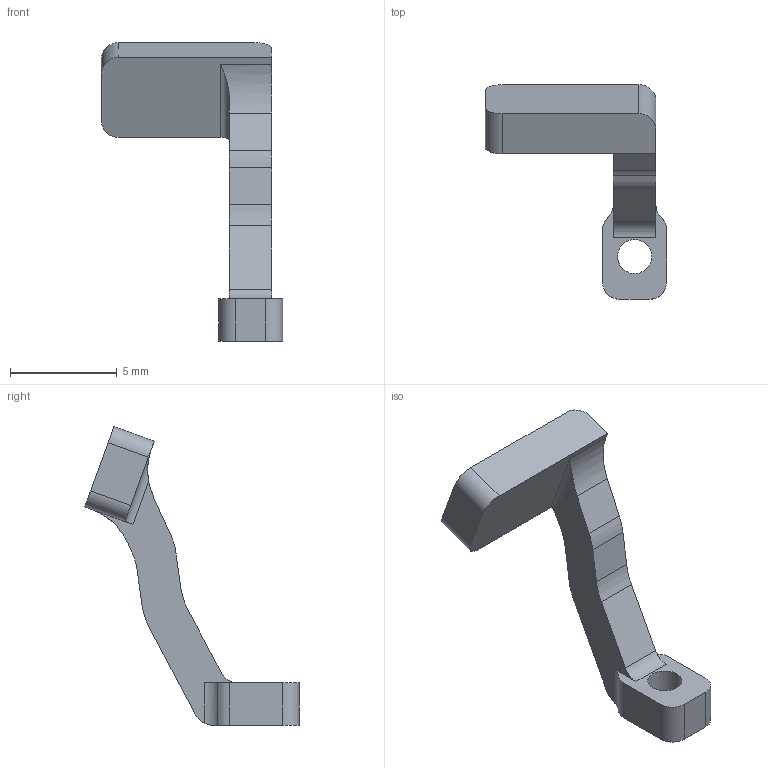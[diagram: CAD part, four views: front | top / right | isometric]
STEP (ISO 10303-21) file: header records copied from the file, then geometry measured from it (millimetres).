
FILE_DESCRIPTION(/* description */ (''),/* implementation_level */ '2;1');
FILE_NAME(/* name */ 'battery-stopper-1-mirror.stp',/* time_stamp */ '2025-02-09T09:30:15+09:00',/* author */ ('IshiiLabHonda'),/* organization */ (''),/* preprocessor_version */ 'ST-DEVELOPER v19.2',/* originating_system */ 'Autodesk Inventor 2023',/* authorisation */ '');
FILE_SCHEMA (('AUTOMOTIVE_DESIGN { 1 0 10303 214 3 1 1 }'));
Length unit declared in the file: millimetre
Products named in the file (1): battery-stopper-1
Bounding box: 8.5 x 10.05 x 14 mm (x, y, z)
Volume: 123.9 mm3; surface area: 236.1 mm2
Topology: 1 solids, 1 shells, 37 faces, 135 edges, 134 vertices
Faces by surface type: cylinder 19, plane 18
Full cylindrical faces by diameter (mm): 1.6 x1
Entity records: 1424 total; most frequent: CARTESIAN_POINT 301, DIRECTION 216, ORIENTED_EDGE 210, EDGE_CURVE 105, AXIS2_PLACEMENT_3D 76, VERTEX_POINT 70, LINE 64, VECTOR 64
